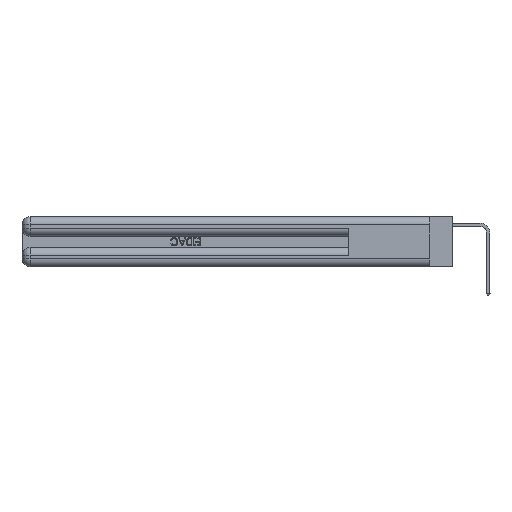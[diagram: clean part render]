
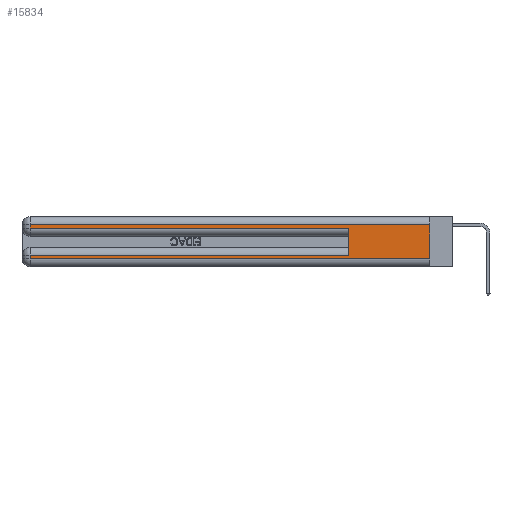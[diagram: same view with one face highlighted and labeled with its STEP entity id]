
A CAD part, left-side view. The second image highlights one B-rep face of the part: STEP entity #15834.
In plain terms, the highlighted planar face has unit normal (-1, 0, 0).
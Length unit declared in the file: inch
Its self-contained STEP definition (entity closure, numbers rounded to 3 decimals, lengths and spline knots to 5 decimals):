
#407 = CARTESIAN_POINT ( 'NONE',  ( 0., 0., 0.37 ) ) ;
#430 = ORIENTED_EDGE ( 'NONE', *, *, #22045, .T. ) ;
#1721 = LINE ( 'NONE', #24791, #14590 ) ;
#3834 = DIRECTION ( 'NONE',  ( 0., 0., 1. ) ) ;
#4119 = EDGE_CURVE ( 'NONE', #16000, #21558, #8312, .T. ) ;
#4280 = EDGE_CURVE ( 'NONE', #17551, #21558, #12504, .T. ) ;
#5366 = VERTEX_POINT ( 'NONE', #17509 ) ;
#5554 = EDGE_LOOP ( 'NONE', ( #11212, #9719, #14715, #5719, #17906, #15245, #16035, #430 ) ) ;
#5631 = PLANE ( 'NONE',  #5899 ) ;
#5719 = ORIENTED_EDGE ( 'NONE', *, *, #4280, .T. ) ;
#5899 = AXIS2_PLACEMENT_3D ( 'NONE', #407, #23012, #10221 ) ;
#6138 = CARTESIAN_POINT ( 'NONE',  ( 0., 2.94, 0.37 ) ) ;
#6734 = DIRECTION ( 'NONE',  ( 0., 0., -1. ) ) ;
#7999 = VECTOR ( 'NONE', #16036, 39.37008 ) ;
#8312 = LINE ( 'NONE', #11842, #24899 ) ;
#8963 = EDGE_CURVE ( 'NONE', #23234, #16923, #29038, .T. ) ;
#9242 = VECTOR ( 'NONE', #24158, 39.37008 ) ;
#9604 = CARTESIAN_POINT ( 'NONE',  ( 0., 0., 0.06 ) ) ;
#9719 = ORIENTED_EDGE ( 'NONE', *, *, #16223, .T. ) ;
#10221 = DIRECTION ( 'NONE',  ( 0., 0., -1. ) ) ;
#10356 = VECTOR ( 'NONE', #6734, 39.37008 ) ;
#11212 = ORIENTED_EDGE ( 'NONE', *, *, #11885, .F. ) ;
#11817 = VERTEX_POINT ( 'NONE', #30889 ) ;
#11842 = CARTESIAN_POINT ( 'NONE',  ( 0., 0.6, 0.145 ) ) ;
#11885 = EDGE_CURVE ( 'NONE', #5366, #13936, #1721, .T. ) ;
#12504 = LINE ( 'NONE', #17247, #17786 ) ;
#13817 = VECTOR ( 'NONE', #29279, 39.37008 ) ;
#13823 = CARTESIAN_POINT ( 'NONE',  ( 0., 0.6, 0.085 ) ) ;
#13897 = CARTESIAN_POINT ( 'NONE',  ( 0., 0., 0.085 ) ) ;
#13936 = VERTEX_POINT ( 'NONE', #9604 ) ;
#14590 = VECTOR ( 'NONE', #22018, 39.37008 ) ;
#14715 = ORIENTED_EDGE ( 'NONE', *, *, #21047, .T. ) ;
#15245 = ORIENTED_EDGE ( 'NONE', *, *, #27750, .T. ) ;
#15834 = ADVANCED_FACE ( 'NONE', ( #27593 ), #5631, .F. ) ;
#16000 = VERTEX_POINT ( 'NONE', #13823 ) ;
#16035 = ORIENTED_EDGE ( 'NONE', *, *, #8963, .T. ) ;
#16036 = DIRECTION ( 'NONE',  ( 0., 1., 0. ) ) ;
#16223 = EDGE_CURVE ( 'NONE', #5366, #11817, #26024, .T. ) ;
#16923 = VERTEX_POINT ( 'NONE', #17769 ) ;
#17247 = CARTESIAN_POINT ( 'NONE',  ( 0., 0., 0.285 ) ) ;
#17509 = CARTESIAN_POINT ( 'NONE',  ( 0., 0., 0.31 ) ) ;
#17551 = VERTEX_POINT ( 'NONE', #20321 ) ;
#17769 = CARTESIAN_POINT ( 'NONE',  ( 0., 2.94, 0.06 ) ) ;
#17786 = VECTOR ( 'NONE', #20048, 39.37008 ) ;
#17857 = CARTESIAN_POINT ( 'NONE',  ( 0., 0., 0.31 ) ) ;
#17906 = ORIENTED_EDGE ( 'NONE', *, *, #4119, .F. ) ;
#17973 = DIRECTION ( 'NONE',  ( 0., -1., 0. ) ) ;
#19999 = CARTESIAN_POINT ( 'NONE',  ( 0., 0.6, 0.285 ) ) ;
#20048 = DIRECTION ( 'NONE',  ( 0., -1., 0. ) ) ;
#20321 = CARTESIAN_POINT ( 'NONE',  ( 0., 2.94, 0.285 ) ) ;
#20825 = VECTOR ( 'NONE', #17973, 39.37008 ) ;
#21047 = EDGE_CURVE ( 'NONE', #11817, #17551, #21551, .T. ) ;
#21551 = LINE ( 'NONE', #6138, #9242 ) ;
#21558 = VERTEX_POINT ( 'NONE', #19999 ) ;
#22018 = DIRECTION ( 'NONE',  ( 0., 0., -1. ) ) ;
#22045 = EDGE_CURVE ( 'NONE', #16923, #13936, #23057, .T. ) ;
#22742 = CARTESIAN_POINT ( 'NONE',  ( 0., 2.94, 0.085 ) ) ;
#23012 = DIRECTION ( 'NONE',  ( 1., 0., 0. ) ) ;
#23057 = LINE ( 'NONE', #27472, #20825 ) ;
#23234 = VERTEX_POINT ( 'NONE', #22742 ) ;
#23796 = CARTESIAN_POINT ( 'NONE',  ( 0., 2.94, 0.37 ) ) ;
#24158 = DIRECTION ( 'NONE',  ( 0., 0., -1. ) ) ;
#24791 = CARTESIAN_POINT ( 'NONE',  ( 0., 0., 0.37 ) ) ;
#24899 = VECTOR ( 'NONE', #3834, 39.37008 ) ;
#26024 = LINE ( 'NONE', #17857, #7999 ) ;
#27472 = CARTESIAN_POINT ( 'NONE',  ( 0., 0., 0.06 ) ) ;
#27593 = FACE_OUTER_BOUND ( 'NONE', #5554, .T. ) ;
#27750 = EDGE_CURVE ( 'NONE', #16000, #23234, #31427, .T. ) ;
#29038 = LINE ( 'NONE', #23796, #10356 ) ;
#29279 = DIRECTION ( 'NONE',  ( 0., 1., 0. ) ) ;
#30889 = CARTESIAN_POINT ( 'NONE',  ( 0., 2.94, 0.31 ) ) ;
#31427 = LINE ( 'NONE', #13897, #13817 ) ;
